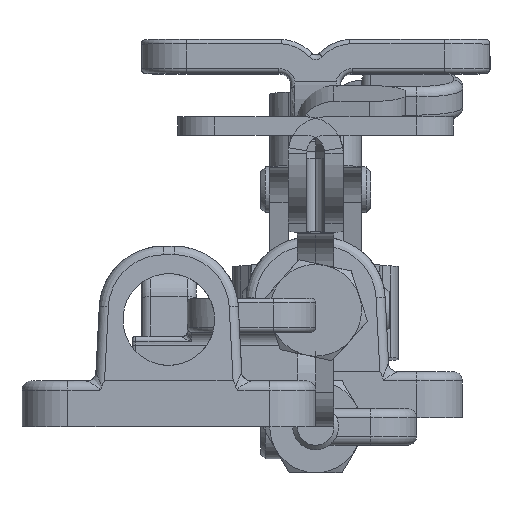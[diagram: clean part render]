
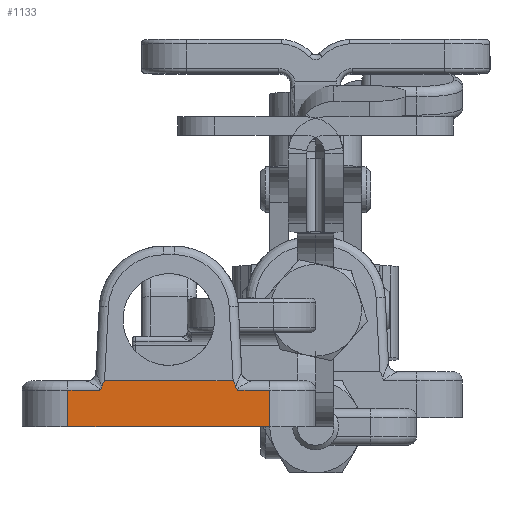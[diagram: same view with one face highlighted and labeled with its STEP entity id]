
A CAD part, left-side view. The second image highlights one B-rep face of the part: STEP entity #1133.
In plain terms, the highlighted planar face has unit normal (-1, 0, 0).
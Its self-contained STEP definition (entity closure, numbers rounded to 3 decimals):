
#1133 = ADVANCED_FACE( '', ( #2504 ), #2505, .T. );
#2504 = FACE_OUTER_BOUND( '', #4651, .T. );
#2505 = PLANE( '', #4652 );
#4651 = EDGE_LOOP( '', ( #8322, #8323, #8324, #8325, #8326, #8327, #8328, #8329, #8330, #8331 ) );
#4652 = AXIS2_PLACEMENT_3D( '', #8332, #8333, #8334 );
#8322 = ORIENTED_EDGE( '', *, *, #10960, .F. );
#8323 = ORIENTED_EDGE( '', *, *, #10961, .T. );
#8324 = ORIENTED_EDGE( '', *, *, #10399, .T. );
#8325 = ORIENTED_EDGE( '', *, *, #10962, .T. );
#8326 = ORIENTED_EDGE( '', *, *, #10963, .T. );
#8327 = ORIENTED_EDGE( '', *, *, #10372, .T. );
#8328 = ORIENTED_EDGE( '', *, *, #10442, .T. );
#8329 = ORIENTED_EDGE( '', *, *, #10964, .T. );
#8330 = ORIENTED_EDGE( '', *, *, #10965, .T. );
#8331 = ORIENTED_EDGE( '', *, *, #10137, .T. );
#8332 = CARTESIAN_POINT( '', ( -57., 32., 5. ) );
#8333 = DIRECTION( '', ( -1., 0., 0. ) );
#8334 = DIRECTION( '', ( 0., 0., 1. ) );
#10137 = EDGE_CURVE( '', #11849, #11850, #11851, .T. );
#10372 = EDGE_CURVE( '', #12229, #12230, #12231, .T. );
#10399 = EDGE_CURVE( '', #12274, #12275, #12276, .T. );
#10442 = EDGE_CURVE( '', #12230, #11458, #12339, .F. );
#10960 = EDGE_CURVE( '', #13070, #11850, #13071, .T. );
#10961 = EDGE_CURVE( '', #13070, #12274, #13072, .T. );
#10962 = EDGE_CURVE( '', #12275, #11996, #13073, .F. );
#10963 = EDGE_CURVE( '', #11996, #12229, #13074, .T. );
#10964 = EDGE_CURVE( '', #11458, #13075, #13076, .F. );
#10965 = EDGE_CURVE( '', #13075, #11849, #13077, .F. );
#11458 = VERTEX_POINT( '', #13858 );
#11849 = VERTEX_POINT( '', #14677 );
#11850 = VERTEX_POINT( '', #14678 );
#11851 = ELLIPSE( '', #14679, 19.133, 1. );
#11996 = VERTEX_POINT( '', #14950 );
#12229 = VERTEX_POINT( '', #15521 );
#12230 = VERTEX_POINT( '', #15522 );
#12231 = LINE( '', #15523, #15524 );
#12274 = VERTEX_POINT( '', #15580 );
#12275 = VERTEX_POINT( '', #15581 );
#12276 = B_SPLINE_CURVE_WITH_KNOTS( '', 3, ( #15582, #15583, #15584, #15585, #15586, #15587, #15588, #15589, #15590, #15591, #15592, #15593, #15594, #15595, #15596, #15597, #15598, #15599, #15600, #15601, #15602, #15603 ), .UNSPECIFIED., .F., .F., ( 4, 2, 2, 2, 1, 2, 2, 1, 1, 1, 2, 2, 4 ), ( 0., 0., 0., 0., 0., 0., 0., 0., 0., 0., 0., 0., 0. ), .UNSPECIFIED. );
#12339 = LINE( '', #15807, #15808 );
#13070 = VERTEX_POINT( '', #17226 );
#13071 = LINE( '', #17227, #17228 );
#13072 = ELLIPSE( '', #17229, 19.133, 1. );
#13073 = LINE( '', #17230, #17231 );
#13074 = LINE( '', #17232, #17233 );
#13075 = VERTEX_POINT( '', #17234 );
#13076 = LINE( '', #17235, #17236 );
#13077 = B_SPLINE_CURVE_WITH_KNOTS( '', 3, ( #17237, #17238, #17239, #17240, #17241, #17242, #17243, #17244, #17245, #17246, #17247, #17248, #17249, #17250, #17251, #17252, #17253, #17254, #17255, #17256, #17257, #17258, #17259, #17260 ), .UNSPECIFIED., .F., .F., ( 4, 2, 1, 2, 2, 2, 1, 2, 2, 1, 1, 2, 2, 4 ), ( 0., 0., 0., 0., 0., 0., 0., 0., 0., 0., 0., 0., 0., 0. ), .UNSPECIFIED. );
#13858 = CARTESIAN_POINT( '', ( -57., 5., 4. ) );
#14677 = CARTESIAN_POINT( '', ( -57., 8.699, 4.321 ) );
#14678 = CARTESIAN_POINT( '', ( -57., 8.999, 5. ) );
#14679 = AXIS2_PLACEMENT_3D( '', #18578, #18579, #18580 );
#14950 = CARTESIAN_POINT( '', ( -57., 27., 4. ) );
#15521 = CARTESIAN_POINT( '', ( -57., 27., 0. ) );
#15522 = CARTESIAN_POINT( '', ( -57., 5., 0. ) );
#15523 = CARTESIAN_POINT( '', ( -57., 32., 0. ) );
#15524 = VECTOR( '', #18914, 1000. );
#15580 = CARTESIAN_POINT( '', ( -57., 23.301, 4.321 ) );
#15581 = CARTESIAN_POINT( '', ( -57., 23.517, 4. ) );
#15582 = CARTESIAN_POINT( '', ( -57., 23.301, 4.321 ) );
#15583 = CARTESIAN_POINT( '', ( -57., 23.309, 4.289 ) );
#15584 = CARTESIAN_POINT( '', ( -57., 23.319, 4.258 ) );
#15585 = CARTESIAN_POINT( '', ( -57., 23.337, 4.211 ) );
#15586 = CARTESIAN_POINT( '', ( -57., 23.344, 4.196 ) );
#15587 = CARTESIAN_POINT( '', ( -57., 23.355, 4.174 ) );
#15588 = CARTESIAN_POINT( '', ( -57., 23.359, 4.167 ) );
#15589 = CARTESIAN_POINT( '', ( -57., 23.368, 4.152 ) );
#15590 = CARTESIAN_POINT( '', ( -57., 23.389, 4.117 ) );
#15591 = CARTESIAN_POINT( '', ( -57., 23.415, 4.084 ) );
#15592 = CARTESIAN_POINT( '', ( -57., 23.444, 4.055 ) );
#15593 = CARTESIAN_POINT( '', ( -57., 23.45, 4.05 ) );
#15594 = CARTESIAN_POINT( '', ( -57., 23.463, 4.039 ) );
#15595 = CARTESIAN_POINT( '', ( -57., 23.476, 4.028 ) );
#15596 = CARTESIAN_POINT( '', ( -57., 23.493, 4.016 ) );
#15597 = CARTESIAN_POINT( '', ( -57., 23.504, 4.008 ) );
#15598 = CARTESIAN_POINT( '', ( -57., 23.509, 4.006 ) );
#15599 = CARTESIAN_POINT( '', ( -57., 23.51, 4.004 ) );
#15600 = CARTESIAN_POINT( '', ( -57., 23.511, 4.004 ) );
#15601 = CARTESIAN_POINT( '', ( -57., 23.514, 4.002 ) );
#15602 = CARTESIAN_POINT( '', ( -57., 23.516, 4.001 ) );
#15603 = CARTESIAN_POINT( '', ( -57., 23.517, 4. ) );
#15807 = CARTESIAN_POINT( '', ( -57., 5., 5. ) );
#15808 = VECTOR( '', #19013, 1000. );
#17226 = CARTESIAN_POINT( '', ( -57., 23.001, 5. ) );
#17227 = CARTESIAN_POINT( '', ( -57., 78., 5. ) );
#17228 = VECTOR( '', #19724, 1000. );
#17229 = AXIS2_PLACEMENT_3D( '', #19725, #19726, #19727 );
#17230 = CARTESIAN_POINT( '', ( -57., 32., 4. ) );
#17231 = VECTOR( '', #19728, 1000. );
#17232 = CARTESIAN_POINT( '', ( -57., 27., 0. ) );
#17233 = VECTOR( '', #19729, 1000. );
#17234 = CARTESIAN_POINT( '', ( -57., 8.483, 4. ) );
#17235 = CARTESIAN_POINT( '', ( -57., 32., 4. ) );
#17236 = VECTOR( '', #19730, 1000. );
#17237 = CARTESIAN_POINT( '', ( -57., 8.699, 4.321 ) );
#17238 = CARTESIAN_POINT( '', ( -57., 8.691, 4.289 ) );
#17239 = CARTESIAN_POINT( '', ( -57., 8.681, 4.257 ) );
#17240 = CARTESIAN_POINT( '', ( -57., 8.663, 4.211 ) );
#17241 = CARTESIAN_POINT( '', ( -57., 8.649, 4.181 ) );
#17242 = CARTESIAN_POINT( '', ( -57., 8.633, 4.152 ) );
#17243 = CARTESIAN_POINT( '', ( -57., 8.622, 4.135 ) );
#17244 = CARTESIAN_POINT( '', ( -57., 8.619, 4.131 ) );
#17245 = CARTESIAN_POINT( '', ( -57., 8.615, 4.124 ) );
#17246 = CARTESIAN_POINT( '', ( -57., 8.612, 4.121 ) );
#17247 = CARTESIAN_POINT( '', ( -57., 8.605, 4.111 ) );
#17248 = CARTESIAN_POINT( '', ( -57., 8.59, 4.091 ) );
#17249 = CARTESIAN_POINT( '', ( -57., 8.573, 4.072 ) );
#17250 = CARTESIAN_POINT( '', ( -57., 8.549, 4.049 ) );
#17251 = CARTESIAN_POINT( '', ( -57., 8.537, 4.038 ) );
#17252 = CARTESIAN_POINT( '', ( -57., 8.517, 4.023 ) );
#17253 = CARTESIAN_POINT( '', ( -57., 8.507, 4.016 ) );
#17254 = CARTESIAN_POINT( '', ( -57., 8.496, 4.008 ) );
#17255 = CARTESIAN_POINT( '', ( -57., 8.491, 4.006 ) );
#17256 = CARTESIAN_POINT( '', ( -57., 8.49, 4.004 ) );
#17257 = CARTESIAN_POINT( '', ( -57., 8.489, 4.004 ) );
#17258 = CARTESIAN_POINT( '', ( -57., 8.486, 4.002 ) );
#17259 = CARTESIAN_POINT( '', ( -57., 8.484, 4.001 ) );
#17260 = CARTESIAN_POINT( '', ( -57., 8.483, 4. ) );
#18578 = CARTESIAN_POINT( '', ( -57., 8., -14.107 ) );
#18579 = DIRECTION( '', ( -1., 0., 0. ) );
#18580 = DIRECTION( '', ( 0., 0.052, 0.999 ) );
#18914 = DIRECTION( '', ( 0., -1., 0. ) );
#19013 = DIRECTION( '', ( 0., 0., -1. ) );
#19724 = DIRECTION( '', ( 0., -1., 0. ) );
#19725 = CARTESIAN_POINT( '', ( -57., 24., -14.107 ) );
#19726 = DIRECTION( '', ( -1., 0., 0. ) );
#19727 = DIRECTION( '', ( 0., 0.052, -0.999 ) );
#19728 = DIRECTION( '', ( 0., -1., 0. ) );
#19729 = DIRECTION( '', ( 0., 0., -1. ) );
#19730 = DIRECTION( '', ( 0., -1., 0. ) );
